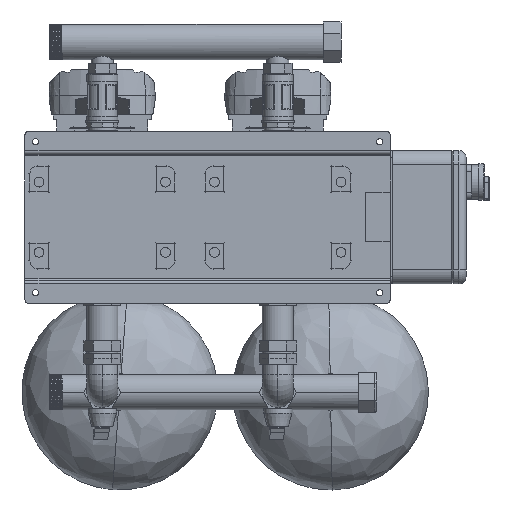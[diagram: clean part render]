
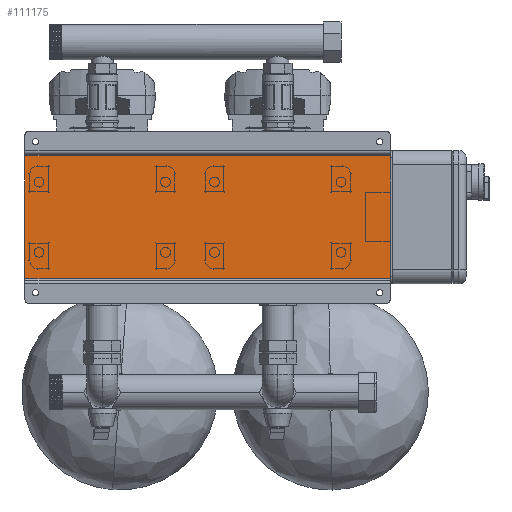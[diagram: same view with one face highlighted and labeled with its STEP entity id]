
A CAD part, front view. The second image highlights one B-rep face of the part: STEP entity #111175.
In plain terms, the highlighted planar face has unit normal (0, -1, 0).
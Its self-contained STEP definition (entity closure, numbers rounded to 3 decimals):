
#4810 = EDGE_CURVE ( 'NONE', #144733, #86569, #177127, .T. ) ;
#5800 = CARTESIAN_POINT ( 'NONE',  ( 260., 47., -87.5 ) ) ;
#6742 = CARTESIAN_POINT ( 'NONE',  ( 260., 47., 87.5 ) ) ;
#12983 = LINE ( 'NONE', #81608, #118480 ) ;
#25068 = DIRECTION ( 'NONE',  ( 0., 0., -1. ) ) ;
#40068 = DIRECTION ( 'NONE',  ( 0., 0., -1. ) ) ;
#41985 = EDGE_CURVE ( 'NONE', #125274, #144733, #117994, .T. ) ;
#45189 = ORIENTED_EDGE ( 'NONE', *, *, #159221, .T. ) ;
#49209 = PLANE ( 'NONE',  #111144 ) ;
#63634 = FACE_OUTER_BOUND ( 'NONE', #89970, .T. ) ;
#65532 = VECTOR ( 'NONE', #172249, 1000. ) ;
#67894 = CARTESIAN_POINT ( 'NONE',  ( 260., 47., -87.5 ) ) ;
#75684 = CARTESIAN_POINT ( 'NONE',  ( 260., 47., 87.5 ) ) ;
#77220 = CARTESIAN_POINT ( 'NONE',  ( -260., 47., 87.5 ) ) ;
#81079 = CARTESIAN_POINT ( 'NONE',  ( 260., 47., 87.5 ) ) ;
#81608 = CARTESIAN_POINT ( 'NONE',  ( -260., 47., -87.5 ) ) ;
#86569 = VERTEX_POINT ( 'NONE', #125830 ) ;
#89970 = EDGE_LOOP ( 'NONE', ( #45189, #171802, #109783, #101144 ) ) ;
#101144 = ORIENTED_EDGE ( 'NONE', *, *, #141141, .T. ) ;
#101799 = LINE ( 'NONE', #75684, #65532 ) ;
#103257 = DIRECTION ( 'NONE',  ( 0., 0., 1. ) ) ;
#109783 = ORIENTED_EDGE ( 'NONE', *, *, #41985, .F. ) ;
#111144 = AXIS2_PLACEMENT_3D ( 'NONE', #5800, #143863, #103257 ) ;
#111175 = ADVANCED_FACE ( 'NONE', ( #63634 ), #49209, .F. ) ;
#117196 = VECTOR ( 'NONE', #155346, 1000. ) ;
#117994 = LINE ( 'NONE', #81079, #174247 ) ;
#118480 = VECTOR ( 'NONE', #40068, 1000. ) ;
#125274 = VERTEX_POINT ( 'NONE', #6742 ) ;
#125830 = CARTESIAN_POINT ( 'NONE',  ( -260., 47., -87.5 ) ) ;
#129517 = VERTEX_POINT ( 'NONE', #77220 ) ;
#135540 = CARTESIAN_POINT ( 'NONE',  ( 260., 47., -87.5 ) ) ;
#141141 = EDGE_CURVE ( 'NONE', #125274, #129517, #101799, .T. ) ;
#143863 = DIRECTION ( 'NONE',  ( 0., 1., 0. ) ) ;
#144733 = VERTEX_POINT ( 'NONE', #67894 ) ;
#155346 = DIRECTION ( 'NONE',  ( -1., 0., 0. ) ) ;
#159221 = EDGE_CURVE ( 'NONE', #129517, #86569, #12983, .T. ) ;
#171802 = ORIENTED_EDGE ( 'NONE', *, *, #4810, .F. ) ;
#172249 = DIRECTION ( 'NONE',  ( -1., 0., 0. ) ) ;
#174247 = VECTOR ( 'NONE', #25068, 1000. ) ;
#177127 = LINE ( 'NONE', #135540, #117196 ) ;
